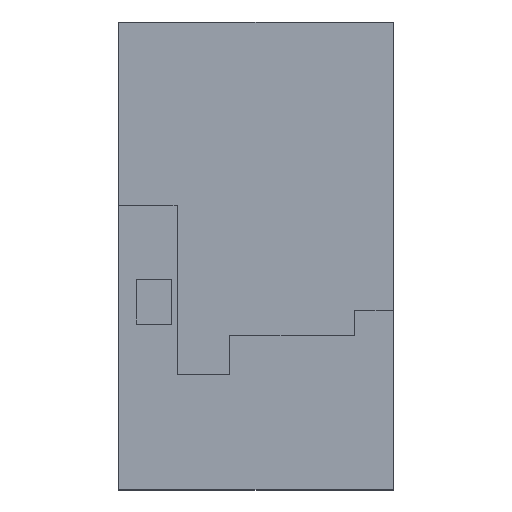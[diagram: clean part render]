
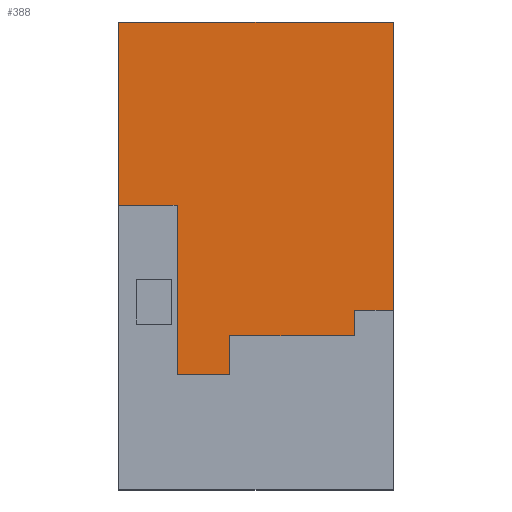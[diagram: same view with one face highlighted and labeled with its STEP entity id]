
A CAD part, top view. The second image highlights one B-rep face of the part: STEP entity #388.
In plain terms, the highlighted planar face has unit normal (0, 0, 1).
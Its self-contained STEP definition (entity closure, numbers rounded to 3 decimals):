
#301=CARTESIAN_POINT('Axis2P3D Location',(0.,0.,3.81)) ;
#306=CARTESIAN_POINT('Line Origine',(35.814,42.164,3.81)) ;
#310=CARTESIAN_POINT('Vertex',(35.814,23.368,3.81)) ;
#312=CARTESIAN_POINT('Vertex',(35.814,60.96,3.81)) ;
#315=CARTESIAN_POINT('Line Origine',(17.907,60.96,3.81)) ;
#319=CARTESIAN_POINT('Vertex',(0.,60.96,3.81)) ;
#322=CARTESIAN_POINT('Line Origine',(0.,49.022,3.81)) ;
#326=CARTESIAN_POINT('Vertex',(0.,37.084,3.81)) ;
#329=CARTESIAN_POINT('Line Origine',(3.81,37.084,3.81)) ;
#333=CARTESIAN_POINT('Vertex',(7.62,37.084,3.81)) ;
#336=CARTESIAN_POINT('Line Origine',(7.62,26.035,3.81)) ;
#340=CARTESIAN_POINT('Vertex',(7.62,14.986,3.81)) ;
#343=CARTESIAN_POINT('Line Origine',(11.049,14.986,3.81)) ;
#347=CARTESIAN_POINT('Vertex',(14.478,14.986,3.81)) ;
#350=CARTESIAN_POINT('Line Origine',(14.478,17.526,3.81)) ;
#354=CARTESIAN_POINT('Vertex',(14.478,20.066,3.81)) ;
#357=CARTESIAN_POINT('Line Origine',(22.606,20.066,3.81)) ;
#361=CARTESIAN_POINT('Vertex',(30.734,20.066,3.81)) ;
#364=CARTESIAN_POINT('Line Origine',(30.734,21.717,3.81)) ;
#368=CARTESIAN_POINT('Vertex',(30.734,23.368,3.81)) ;
#371=CARTESIAN_POINT('Line Origine',(33.274,23.368,3.81)) ;
#308=VECTOR('Line Direction',#307,1.) ;
#317=VECTOR('Line Direction',#316,1.) ;
#324=VECTOR('Line Direction',#323,1.) ;
#331=VECTOR('Line Direction',#330,1.) ;
#338=VECTOR('Line Direction',#337,1.) ;
#345=VECTOR('Line Direction',#344,1.) ;
#352=VECTOR('Line Direction',#351,1.) ;
#359=VECTOR('Line Direction',#358,1.) ;
#366=VECTOR('Line Direction',#365,1.) ;
#373=VECTOR('Line Direction',#372,1.) ;
#302=DIRECTION('Axis2P3D Direction',(0.,0.,1.)) ;
#303=DIRECTION('Axis2P3D XDirection',(1.,0.,0.)) ;
#307=DIRECTION('Vector Direction',(0.,1.,0.)) ;
#316=DIRECTION('Vector Direction',(-1.,0.,0.)) ;
#323=DIRECTION('Vector Direction',(0.,-1.,0.)) ;
#330=DIRECTION('Vector Direction',(1.,0.,0.)) ;
#337=DIRECTION('Vector Direction',(0.,-1.,0.)) ;
#344=DIRECTION('Vector Direction',(1.,0.,0.)) ;
#351=DIRECTION('Vector Direction',(0.,1.,0.)) ;
#358=DIRECTION('Vector Direction',(1.,0.,0.)) ;
#365=DIRECTION('Vector Direction',(0.,1.,0.)) ;
#372=DIRECTION('Vector Direction',(1.,0.,0.)) ;
#304=AXIS2_PLACEMENT_3D('Plane Axis2P3D',#301,#302,#303) ;
#309=LINE('Line',#306,#308) ;
#318=LINE('Line',#315,#317) ;
#325=LINE('Line',#322,#324) ;
#332=LINE('Line',#329,#331) ;
#339=LINE('Line',#336,#338) ;
#346=LINE('Line',#343,#345) ;
#353=LINE('Line',#350,#352) ;
#360=LINE('Line',#357,#359) ;
#367=LINE('Line',#364,#366) ;
#374=LINE('Line',#371,#373) ;
#305=PLANE('',#304) ;
#314=EDGE_CURVE('',#311,#313,#309,.T.) ;
#321=EDGE_CURVE('',#313,#320,#318,.T.) ;
#328=EDGE_CURVE('',#320,#327,#325,.T.) ;
#335=EDGE_CURVE('',#334,#327,#332,.F.) ;
#342=EDGE_CURVE('',#341,#334,#339,.F.) ;
#349=EDGE_CURVE('',#348,#341,#346,.F.) ;
#356=EDGE_CURVE('',#355,#348,#353,.F.) ;
#363=EDGE_CURVE('',#362,#355,#360,.F.) ;
#370=EDGE_CURVE('',#369,#362,#367,.F.) ;
#375=EDGE_CURVE('',#311,#369,#374,.F.) ;
#377=ORIENTED_EDGE('',*,*,#314,.T.) ;
#378=ORIENTED_EDGE('',*,*,#321,.T.) ;
#379=ORIENTED_EDGE('',*,*,#328,.T.) ;
#380=ORIENTED_EDGE('',*,*,#335,.F.) ;
#381=ORIENTED_EDGE('',*,*,#342,.F.) ;
#382=ORIENTED_EDGE('',*,*,#349,.F.) ;
#383=ORIENTED_EDGE('',*,*,#356,.F.) ;
#384=ORIENTED_EDGE('',*,*,#363,.F.) ;
#385=ORIENTED_EDGE('',*,*,#370,.F.) ;
#386=ORIENTED_EDGE('',*,*,#375,.F.) ;
#376=EDGE_LOOP('',(#377,#378,#379,#380,#381,#382,#383,#384,#385,#386)) ;
#311=VERTEX_POINT('',#310) ;
#313=VERTEX_POINT('',#312) ;
#320=VERTEX_POINT('',#319) ;
#327=VERTEX_POINT('',#326) ;
#334=VERTEX_POINT('',#333) ;
#341=VERTEX_POINT('',#340) ;
#348=VERTEX_POINT('',#347) ;
#355=VERTEX_POINT('',#354) ;
#362=VERTEX_POINT('',#361) ;
#369=VERTEX_POINT('',#368) ;
#388=ADVANCED_FACE('PartBody',(#387),#305,.T.) ;
#387=FACE_OUTER_BOUND('',#376,.T.) ;
